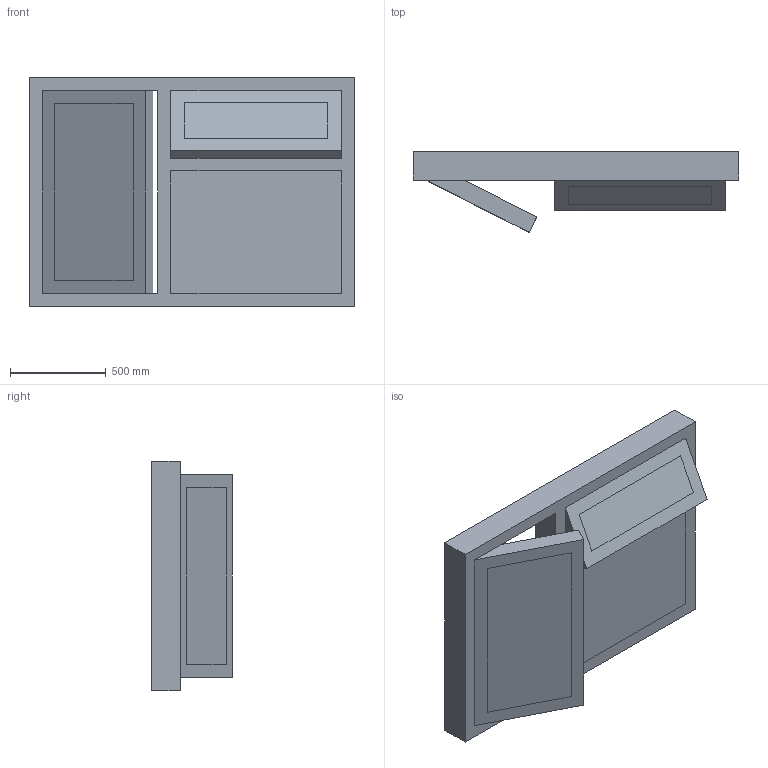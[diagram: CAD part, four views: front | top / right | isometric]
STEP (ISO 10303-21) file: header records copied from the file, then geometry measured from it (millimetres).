
FILE_DESCRIPTION(('FreeCAD Model'),'2;1');
FILE_NAME('ThreePartLeft.stp','2020-12-05T14:42:00',('Author'),(''), 'Open CASCADE STEP processor 7.4','FreeCAD','Unknown');
FILE_SCHEMA(('AUTOMOTIVE_DESIGN { 1 0 10303 214 1 1 1 1 }'));
Length unit declared in the file: millimetre
Products named in the file (1): ThreePartLeft
Bounding box: 1700 x 422.39 x 1200 mm (x, y, z)
Volume: 168962000 mm3; surface area: 7609200 mm2
Topology: 6 solids, 6 shells, 56 faces, 132 edges, 88 vertices
Faces by surface type: plane 56
Entity records: 3496 total; most frequent: CARTESIAN_POINT 541, DIRECTION 510, LINE 396, VECTOR 396, ORIENTED_EDGE 264, PCURVE 264, DEFINITIONAL_REPRESENTATION 264, EDGE_CURVE 132
